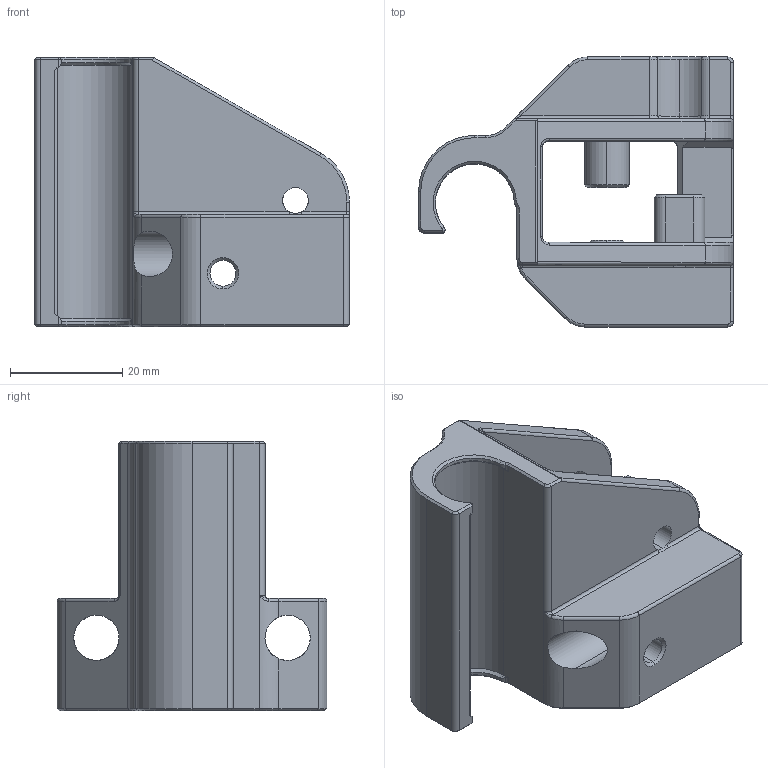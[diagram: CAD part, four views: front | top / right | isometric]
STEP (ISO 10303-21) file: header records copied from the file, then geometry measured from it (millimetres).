
FILE_DESCRIPTION (( 'STEP AP203' ), '1' );
FILE_NAME ('X粣嫖粣釱_酘.STEP', '2021-09-03T10:27:53', ( '' ), ( '' ), 'SwSTEP 2.0', 'SolidWorks 2018', '' );
FILE_SCHEMA (( 'CONFIG_CONTROL_DESIGN' ));
Length unit declared in the file: millimetre
Products named in the file (1): X粣嫖粣釱_酘
Bounding box: 56 x 48 x 48 mm (x, y, z)
Volume: 34434.1 mm3; surface area: 16182.6 mm2
Topology: 1 solids, 1 shells, 229 faces, 572 edges, 338 vertices
Faces by surface type: cylinder 76, plane 71, cone 56, torus 20, bspline 6
Entity records: 7213 total; most frequent: CARTESIAN_POINT 1682, DIRECTION 1175, ORIENTED_EDGE 1140, EDGE_CURVE 570, AXIS2_PLACEMENT_3D 433, VERTEX_POINT 338, VECTOR 309, LINE 309
